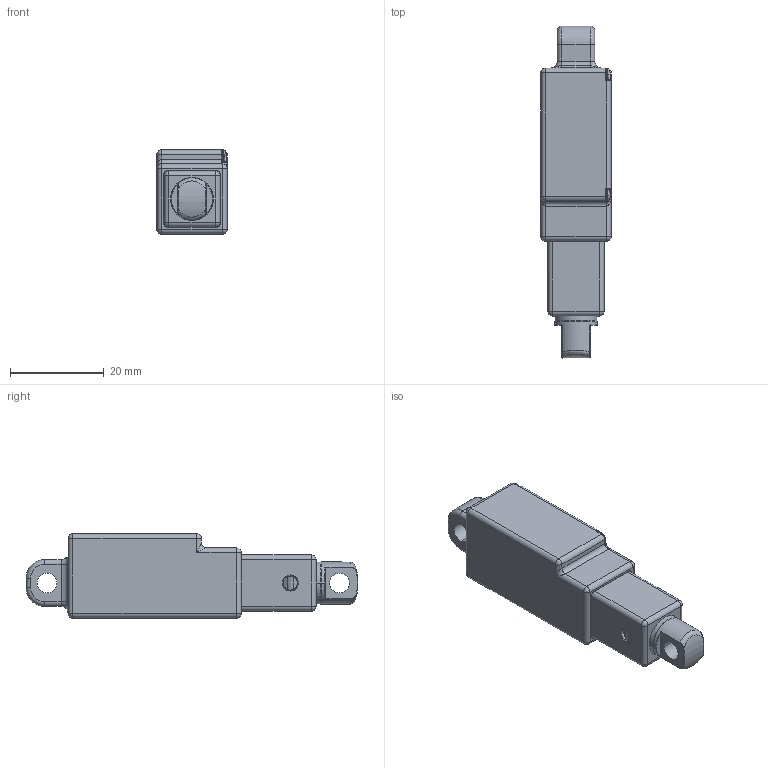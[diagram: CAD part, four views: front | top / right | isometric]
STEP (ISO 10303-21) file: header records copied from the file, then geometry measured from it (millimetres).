
FILE_DESCRIPTION((''),'2;1');
FILE_NAME('L12_10MM__ASM','2016-02-03T',('Mike'),(''),'PRO/ENGINEER BY PARAMETRIC TECHNOLOGY CORPORATION, 2004440','PRO/ENGINEER BY PARAMETRIC TECHNOLOGY CORPORATION, 2004440','');
FILE_SCHEMA(('CONFIG_CONTROL_DESIGN'));
Length unit declared in the file: millimetre
Products named in the file (3): L12_10MM_C; L12_10MM_L; L12_10MM__ASM
Assembly tree (2 placements, depth 2):
  L12_10MM__ASM
    L12_10MM_C
    L12_10MM_L
Bounding box: 15 x 70.98 x 18 mm (x, y, z)
Volume: 6495.9 mm3; surface area: 8706.1 mm2
Topology: 2 solids, 2 shells, 672 faces, 1699 edges, 1049 vertices
Faces by surface type: plane 319, cylinder 199, torus 79, cone 34, bspline 28, sphere 13
Entity records: 23854 total; most frequent: CARTESIAN_POINT 7596, ORIENTED_EDGE 3398, DIRECTION 3373, EDGE_CURVE 1699, AXIS2_PLACEMENT_3D 1172, VERTEX_POINT 1049, VECTOR 1029, LINE 1029
